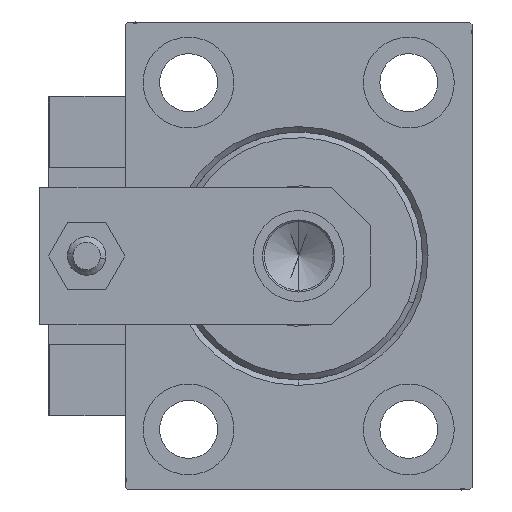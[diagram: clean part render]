
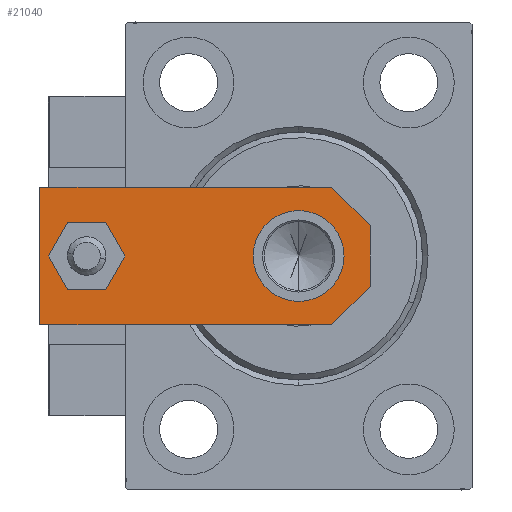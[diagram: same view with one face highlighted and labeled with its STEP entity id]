
A CAD part, left-side view. The second image highlights one B-rep face of the part: STEP entity #21040.
In plain terms, the highlighted face is planar.
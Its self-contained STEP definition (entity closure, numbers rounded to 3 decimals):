
#389 = VERTEX_POINT ( 'NONE', #11475 ) ;
#735 = ORIENTED_EDGE ( 'NONE', *, *, #9309, .T. ) ;
#822 = EDGE_LOOP ( 'NONE', ( #46213, #29695 ) ) ;
#1200 = CARTESIAN_POINT ( 'NONE',  ( -12.5, 7., 6. ) ) ;
#1535 = DIRECTION ( 'NONE',  ( 1., 0., 0. ) ) ;
#1803 = CARTESIAN_POINT ( 'NONE',  ( -12.5, 60., 6. ) ) ;
#2828 = CARTESIAN_POINT ( 'NONE',  ( 0., 51.5, 6. ) ) ;
#3290 = FACE_OUTER_BOUND ( 'NONE', #47394, .T. ) ;
#3929 = CARTESIAN_POINT ( 'NONE',  ( 0., 13., 6. ) ) ;
#4011 = DIRECTION ( 'NONE',  ( 1., 0., 0. ) ) ;
#4400 = CARTESIAN_POINT ( 'NONE',  ( 2.75, -2.75, 6. ) ) ;
#4594 = DIRECTION ( 'NONE',  ( 0., 0., 1. ) ) ;
#4763 = EDGE_CURVE ( 'NONE', #44664, #18146, #34688, .T. ) ;
#5332 = CIRCLE ( 'NONE', #28077, 4. ) ;
#6118 = CARTESIAN_POINT ( 'NONE',  ( 0., 51.5, 6. ) ) ;
#6549 = AXIS2_PLACEMENT_3D ( 'NONE', #3929, #38786, #23758 ) ;
#7112 = DIRECTION ( 'NONE',  ( 0., 0., 1. ) ) ;
#7265 = CARTESIAN_POINT ( 'NONE',  ( 4., 51.5, 6. ) ) ;
#7280 = CARTESIAN_POINT ( 'NONE',  ( 12.5, 0., 6. ) ) ;
#7831 = LINE ( 'NONE', #38875, #28118 ) ;
#9309 = EDGE_CURVE ( 'NONE', #17039, #44664, #7831, .T. ) ;
#9513 = VERTEX_POINT ( 'NONE', #7265 ) ;
#11475 = CARTESIAN_POINT ( 'NONE',  ( -8.25, 13., 6. ) ) ;
#11686 = EDGE_CURVE ( 'NONE', #18146, #22031, #42146, .T. ) ;
#11925 = VECTOR ( 'NONE', #22792, 1000. ) ;
#12517 = DIRECTION ( 'NONE',  ( 0., -1., 0. ) ) ;
#12667 = ORIENTED_EDGE ( 'NONE', *, *, #43688, .T. ) ;
#12711 = CARTESIAN_POINT ( 'NONE',  ( 12.5, 7., 6. ) ) ;
#13243 = LINE ( 'NONE', #44559, #45953 ) ;
#13847 = VERTEX_POINT ( 'NONE', #32819 ) ;
#14472 = AXIS2_PLACEMENT_3D ( 'NONE', #2828, #4594, #30810 ) ;
#14558 = DIRECTION ( 'NONE',  ( 1., 0., 0. ) ) ;
#14748 = FACE_BOUND ( 'NONE', #822, .T. ) ;
#14763 = CARTESIAN_POINT ( 'NONE',  ( -12.5, 60., 6. ) ) ;
#17039 = VERTEX_POINT ( 'NONE', #41925 ) ;
#17507 = VECTOR ( 'NONE', #19923, 1000. ) ;
#17519 = AXIS2_PLACEMENT_3D ( 'NONE', #37445, #22173, #14558 ) ;
#17647 = EDGE_LOOP ( 'NONE', ( #25067, #46195 ) ) ;
#18146 = VERTEX_POINT ( 'NONE', #12711 ) ;
#18900 = CARTESIAN_POINT ( 'NONE',  ( 12.5, 60., 6. ) ) ;
#18981 = EDGE_CURVE ( 'NONE', #13847, #9513, #36403, .T. ) ;
#19923 = DIRECTION ( 'NONE',  ( 0.707, 0.707, 0. ) ) ;
#20573 = CARTESIAN_POINT ( 'NONE',  ( 5.5, 0., 6. ) ) ;
#21040 = ADVANCED_FACE ( 'NONE', ( #42470, #3290, #14748 ), #22622, .T. ) ;
#21454 = VECTOR ( 'NONE', #23471, 1000. ) ;
#22031 = VERTEX_POINT ( 'NONE', #33276 ) ;
#22173 = DIRECTION ( 'NONE',  ( 0., 0., 1. ) ) ;
#22622 = PLANE ( 'NONE',  #29169 ) ;
#22792 = DIRECTION ( 'NONE',  ( 0., 1., 0. ) ) ;
#23471 = DIRECTION ( 'NONE',  ( -1., 0., 0. ) ) ;
#23758 = DIRECTION ( 'NONE',  ( 1., 0., 0. ) ) ;
#23880 = VERTEX_POINT ( 'NONE', #1200 ) ;
#24371 = EDGE_CURVE ( 'NONE', #27363, #389, #39864, .T. ) ;
#25067 = ORIENTED_EDGE ( 'NONE', *, *, #18981, .F. ) ;
#25596 = ORIENTED_EDGE ( 'NONE', *, *, #39783, .T. ) ;
#26698 = DIRECTION ( 'NONE',  ( 1., 0., 0. ) ) ;
#27363 = VERTEX_POINT ( 'NONE', #39591 ) ;
#28077 = AXIS2_PLACEMENT_3D ( 'NONE', #6118, #40971, #1535 ) ;
#28118 = VECTOR ( 'NONE', #4011, 1000. ) ;
#29169 = AXIS2_PLACEMENT_3D ( 'NONE', #30255, #7112, #26698 ) ;
#29695 = ORIENTED_EDGE ( 'NONE', *, *, #24371, .F. ) ;
#30255 = CARTESIAN_POINT ( 'NONE',  ( 0., 0., 6. ) ) ;
#30810 = DIRECTION ( 'NONE',  ( 1., 0., 0. ) ) ;
#31355 = LINE ( 'NONE', #18900, #21454 ) ;
#32286 = ORIENTED_EDGE ( 'NONE', *, *, #36926, .T. ) ;
#32819 = CARTESIAN_POINT ( 'NONE',  ( -4., 51.5, 6. ) ) ;
#33107 = LINE ( 'NONE', #1803, #36045 ) ;
#33276 = CARTESIAN_POINT ( 'NONE',  ( 12.5, 60., 6. ) ) ;
#34688 = LINE ( 'NONE', #4400, #17507 ) ;
#36045 = VECTOR ( 'NONE', #12517, 1000. ) ;
#36403 = CIRCLE ( 'NONE', #14472, 4. ) ;
#36405 = DIRECTION ( 'NONE',  ( 0.707, -0.707, 0. ) ) ;
#36506 = ORIENTED_EDGE ( 'NONE', *, *, #11686, .T. ) ;
#36926 = EDGE_CURVE ( 'NONE', #22031, #47931, #31355, .T. ) ;
#37445 = CARTESIAN_POINT ( 'NONE',  ( 0., 13., 6. ) ) ;
#38786 = DIRECTION ( 'NONE',  ( 0., 0., 1. ) ) ;
#38875 = CARTESIAN_POINT ( 'NONE',  ( -12.5, 0., 6. ) ) ;
#39483 = CIRCLE ( 'NONE', #17519, 8.25 ) ;
#39591 = CARTESIAN_POINT ( 'NONE',  ( 8.25, 13., 6. ) ) ;
#39783 = EDGE_CURVE ( 'NONE', #47931, #23880, #33107, .T. ) ;
#39864 = CIRCLE ( 'NONE', #6549, 8.25 ) ;
#40971 = DIRECTION ( 'NONE',  ( 0., 0., 1. ) ) ;
#41925 = CARTESIAN_POINT ( 'NONE',  ( -5.5, 0., 6. ) ) ;
#42146 = LINE ( 'NONE', #7280, #11925 ) ;
#42470 = FACE_BOUND ( 'NONE', #17647, .T. ) ;
#42837 = ORIENTED_EDGE ( 'NONE', *, *, #4763, .T. ) ;
#43688 = EDGE_CURVE ( 'NONE', #23880, #17039, #13243, .T. ) ;
#43691 = EDGE_CURVE ( 'NONE', #9513, #13847, #5332, .T. ) ;
#44559 = CARTESIAN_POINT ( 'NONE',  ( -2.75, -2.75, 6. ) ) ;
#44664 = VERTEX_POINT ( 'NONE', #20573 ) ;
#45953 = VECTOR ( 'NONE', #36405, 1000. ) ;
#46195 = ORIENTED_EDGE ( 'NONE', *, *, #43691, .F. ) ;
#46213 = ORIENTED_EDGE ( 'NONE', *, *, #49506, .F. ) ;
#47394 = EDGE_LOOP ( 'NONE', ( #25596, #12667, #735, #42837, #36506, #32286 ) ) ;
#47931 = VERTEX_POINT ( 'NONE', #14763 ) ;
#49506 = EDGE_CURVE ( 'NONE', #389, #27363, #39483, .T. ) ;
